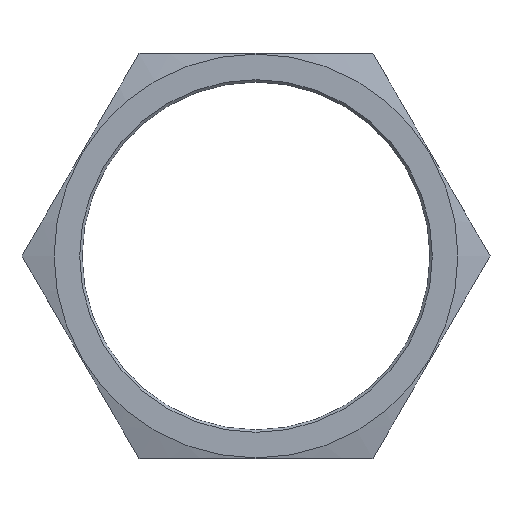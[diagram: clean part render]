
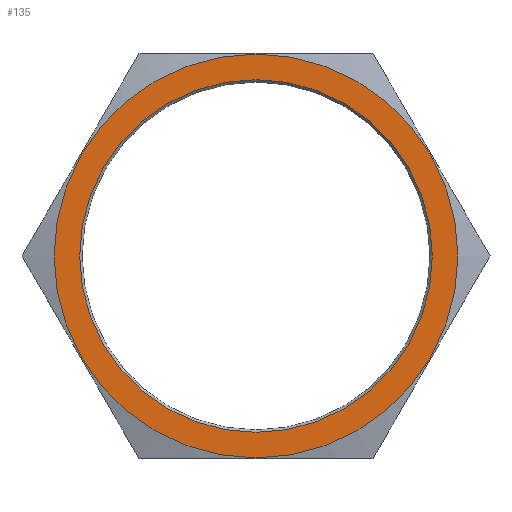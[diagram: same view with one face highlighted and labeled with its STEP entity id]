
A CAD part, left-side view. The second image highlights one B-rep face of the part: STEP entity #135.
In plain terms, the highlighted planar face has unit normal (-1, 0, 0).
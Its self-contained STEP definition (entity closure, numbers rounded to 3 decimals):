
#18 = EDGE_CURVE ( 'NONE', #173, #172, #306, .T. ) ;
#63 = CARTESIAN_POINT ( 'NONE',  ( 0., 0., 0. ) ) ;
#64 = DIRECTION ( 'NONE',  ( -1., 0., 0. ) ) ;
#65 = DIRECTION ( 'NONE',  ( 0., 0., 1. ) ) ;
#77 = AXIS2_PLACEMENT_3D ( 'NONE', #526, #532, #536 ) ;
#89 = AXIS2_PLACEMENT_3D ( 'NONE', #63, #64, #65 ) ;
#92 = AXIS2_PLACEMENT_3D ( 'NONE', #650, #651, #652 ) ;
#93 = AXIS2_PLACEMENT_3D ( 'NONE', #504, #511, #510 ) ;
#97 = AXIS2_PLACEMENT_3D ( 'NONE', #547, #548, #549 ) ;
#135 = ADVANCED_FACE ( 'NONE', ( #336, #344 ), #512, .T. ) ;
#149 = EDGE_CURVE ( 'NONE', #172, #173, #346, .T. ) ;
#157 = EDGE_CURVE ( 'NONE', #171, #174, #357, .T. ) ;
#169 = EDGE_CURVE ( 'NONE', #174, #171, #376, .T. ) ;
#171 = VERTEX_POINT ( 'NONE', #545 ) ;
#172 = VERTEX_POINT ( 'NONE', #550 ) ;
#173 = VERTEX_POINT ( 'NONE', #552 ) ;
#174 = VERTEX_POINT ( 'NONE', #553 ) ;
#199 = ORIENTED_EDGE ( 'NONE', *, *, #169, .T. ) ;
#200 = ORIENTED_EDGE ( 'NONE', *, *, #157, .T. ) ;
#201 = ORIENTED_EDGE ( 'NONE', *, *, #18, .T. ) ;
#202 = ORIENTED_EDGE ( 'NONE', *, *, #149, .T. ) ;
#222 = EDGE_LOOP ( 'NONE', ( #199, #200 ) ) ;
#229 = EDGE_LOOP ( 'NONE', ( #201, #202 ) ) ;
#306 = CIRCLE ( 'NONE', #77, 65.5 ) ;
#336 = FACE_BOUND ( 'NONE', #222, .T. ) ;
#344 = FACE_OUTER_BOUND ( 'NONE', #229, .T. ) ;
#346 = CIRCLE ( 'NONE', #89, 65.5 ) ;
#357 = CIRCLE ( 'NONE', #92, 57.218 ) ;
#376 = CIRCLE ( 'NONE', #97, 57.218 ) ;
#504 = CARTESIAN_POINT ( 'NONE',  ( 0., 37.961, -65.75 ) ) ;
#510 = DIRECTION ( 'NONE',  ( 0., 0., 1. ) ) ;
#511 = DIRECTION ( 'NONE',  ( -1., 0., 0. ) ) ;
#512 = PLANE ( 'NONE',  #93 ) ;
#526 = CARTESIAN_POINT ( 'NONE',  ( 0., 0., 0. ) ) ;
#532 = DIRECTION ( 'NONE',  ( -1., 0., 0. ) ) ;
#536 = DIRECTION ( 'NONE',  ( 0., 0., 1. ) ) ;
#545 = CARTESIAN_POINT ( 'NONE',  ( 0., 0., -57.218 ) ) ;
#547 = CARTESIAN_POINT ( 'NONE',  ( 0., 0., 0. ) ) ;
#548 = DIRECTION ( 'NONE',  ( 1., 0., 0. ) ) ;
#549 = DIRECTION ( 'NONE',  ( 0., 0., 1. ) ) ;
#550 = CARTESIAN_POINT ( 'NONE',  ( 0., 0., 65.5 ) ) ;
#552 = CARTESIAN_POINT ( 'NONE',  ( 0., 0., -65.5 ) ) ;
#553 = CARTESIAN_POINT ( 'NONE',  ( 0., 0., 57.218 ) ) ;
#650 = CARTESIAN_POINT ( 'NONE',  ( 0., 0., 0. ) ) ;
#651 = DIRECTION ( 'NONE',  ( 1., 0., 0. ) ) ;
#652 = DIRECTION ( 'NONE',  ( 0., 0., 1. ) ) ;
